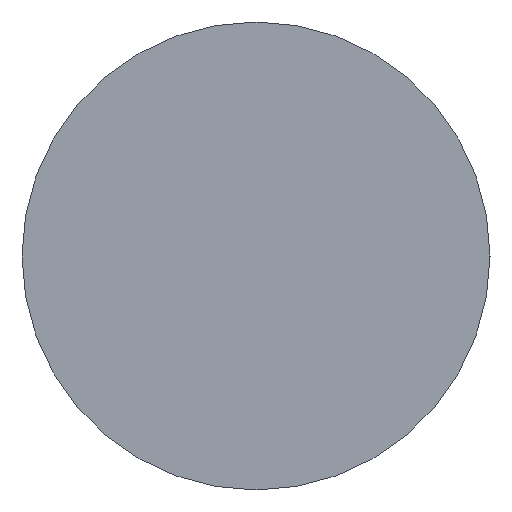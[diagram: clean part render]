
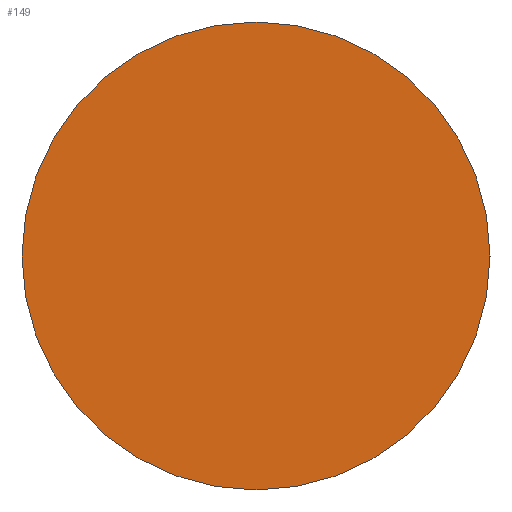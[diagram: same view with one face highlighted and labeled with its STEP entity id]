
A CAD part, left-side view. The second image highlights one B-rep face of the part: STEP entity #149.
In plain terms, the highlighted planar face has unit normal (-1, 0, 0).
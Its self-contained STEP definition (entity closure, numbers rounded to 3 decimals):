
#5 = CIRCLE ( 'NONE', #43, 5. ) ;
#6 = FACE_OUTER_BOUND ( 'NONE', #110, .T. ) ;
#16 = VERTEX_POINT ( 'NONE', #92 ) ;
#25 = DIRECTION ( 'NONE',  ( 0., 1., 0. ) ) ;
#28 = DIRECTION ( 'NONE',  ( -1., 0., 0. ) ) ;
#32 = CIRCLE ( 'NONE', #117, 5. ) ;
#33 = ORIENTED_EDGE ( 'NONE', *, *, #95, .T. ) ;
#43 = AXIS2_PLACEMENT_3D ( 'NONE', #116, #28, #156 ) ;
#51 = CARTESIAN_POINT ( 'NONE',  ( 22.424, 13.031, 0. ) ) ;
#54 = CARTESIAN_POINT ( 'NONE',  ( 22.424, 8.031, 0. ) ) ;
#66 = ORIENTED_EDGE ( 'NONE', *, *, #103, .T. ) ;
#67 = PLANE ( 'NONE',  #138 ) ;
#92 = CARTESIAN_POINT ( 'NONE',  ( 22.424, 18.031, 0. ) ) ;
#95 = EDGE_CURVE ( 'NONE', #129, #16, #5, .T. ) ;
#103 = EDGE_CURVE ( 'NONE', #16, #129, #32, .T. ) ;
#104 = DIRECTION ( 'NONE',  ( 0., -1., 0. ) ) ;
#110 = EDGE_LOOP ( 'NONE', ( #33, #66 ) ) ;
#115 = DIRECTION ( 'NONE',  ( -1., 0., 0. ) ) ;
#116 = CARTESIAN_POINT ( 'NONE',  ( 22.424, 13.031, 0. ) ) ;
#117 = AXIS2_PLACEMENT_3D ( 'NONE', #166, #115, #104 ) ;
#129 = VERTEX_POINT ( 'NONE', #54 ) ;
#138 = AXIS2_PLACEMENT_3D ( 'NONE', #51, #157, #25 ) ;
#149 = ADVANCED_FACE ( 'NONE', ( #6 ), #67, .F. ) ;
#156 = DIRECTION ( 'NONE',  ( 0., -1., 0. ) ) ;
#157 = DIRECTION ( 'NONE',  ( 1., 0., 0. ) ) ;
#166 = CARTESIAN_POINT ( 'NONE',  ( 22.424, 13.031, 0. ) ) ;
